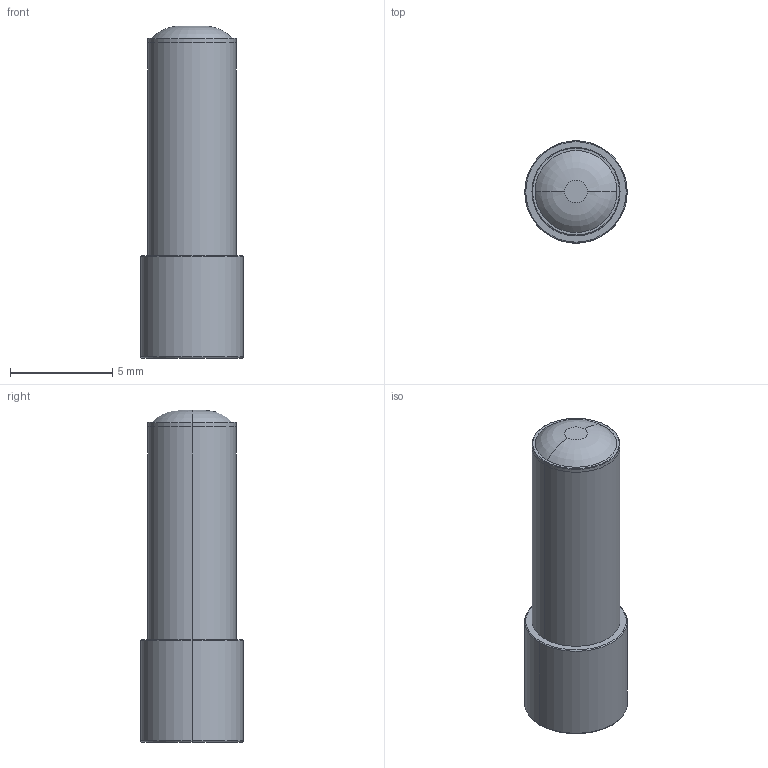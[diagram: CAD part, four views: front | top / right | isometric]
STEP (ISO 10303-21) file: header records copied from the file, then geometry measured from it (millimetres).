
FILE_DESCRIPTION (( 'STEP AP214' ), '1' );
FILE_NAME ('FOACAMPF2D_3D.step', '2023-06-16T21:15:58', ( '' ), ( '' ), 'SwSTEP 2.0', 'SolidWorks 2022', '' );
FILE_SCHEMA (( 'AUTOMOTIVE_DESIGN' ));
Length unit declared in the file: millimetre
Products named in the file (3): PF-2D^FOACAMPF2D; FOACAMPF2D_3D; ____^FOACAMPF2D
Assembly tree (2 placements, depth 2):
  FOACAMPF2D_3D
    PF-2D^FOACAMPF2D
    ____^FOACAMPF2D
Bounding box: 5 x 5 x 16.2 mm (x, y, z)
Volume: 155.4 mm3; surface area: 415.9 mm2
Topology: 2 solids, 2 shells, 27 faces, 52 edges, 31 vertices
Faces by surface type: torus 10, cylinder 8, plane 7, cone 2
Entity records: 798 total; most frequent: DIRECTION 154, CARTESIAN_POINT 113, ORIENTED_EDGE 100, AXIS2_PLACEMENT_3D 72, EDGE_CURVE 50, CIRCLE 40, VERTEX_POINT 31, EDGE_LOOP 31
